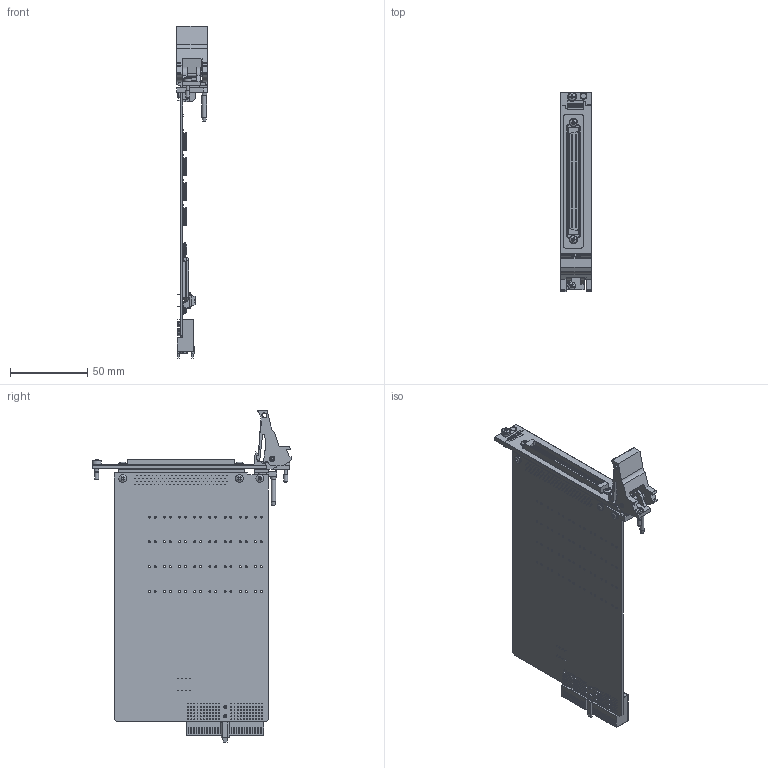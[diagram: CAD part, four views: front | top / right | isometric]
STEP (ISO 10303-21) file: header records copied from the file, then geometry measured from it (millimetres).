
FILE_DESCRIPTION (( 'STEP AP214' ), '1' );
FILE_NAME ('40-410-002 Digital 1-O Module.STEP', '2013-08-27T11:34:54', ( 'admin' ), ( '' ), 'SwSTEP 2.0', 'SolidWorks 2012', '' );
FILE_SCHEMA (( 'AUTOMOTIVE_DESIGN' ));
Length unit declared in the file: millimetre
Products named in the file (1): 40-410-002 Digital 1-O Module
Bounding box: 20 x 129.67 x 215.34 mm (x, y, z)
Surface area: 65493 mm2 (no closed solid volume)
Topology: 0 solids, 681 shells, 4793 faces, 21028 edges, 16211 vertices
Faces by surface type: plane 3961, cylinder 768, bspline 29, cone 19, torus 9, sphere 7
Full cylindrical faces by diameter (mm): 0.242 x1, 0.5 x1, 0.6 x110, 1.3 x64, 1.496 x2, 2 x5, 2.497 x1, 2.5 x5, 2.6 x5, 2.8 x1, 3 x3, 3.665 x1, 5 x6, 5.3 x1, 6 x1
Entity records: 269984 total; most frequent: CARTESIAN_POINT 52598, DIRECTION 33039, ORIENTED_EDGE 28109, EDGE_CURVE 20655, VECTOR 16421, LINE 16421, VERTEX_POINT 16063, AXIS2_PLACEMENT_3D 8309
